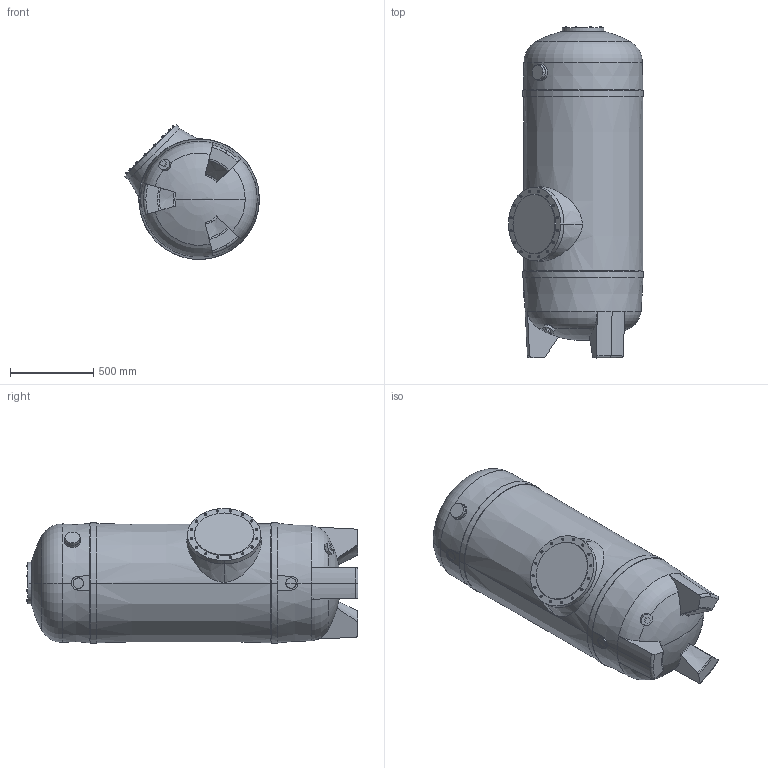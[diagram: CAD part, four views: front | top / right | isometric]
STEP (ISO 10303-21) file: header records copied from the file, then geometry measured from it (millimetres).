
FILE_DESCRIPTION (( 'STEP AP214' ), '1' );
FILE_NAME ('DCH_P_720.STEP', '2019-03-13T11:45:46', ( '' ), ( '' ), 'SwSTEP 2.0', 'SolidWorks 2018', '' );
FILE_SCHEMA (( 'AUTOMOTIVE_DESIGN' ));
Length unit declared in the file: millimetre
Products named in the file (1): DCH_P_720
Bounding box: 808.7 x 1990.06 x 808.7 mm (x, y, z)
Volume: 86885853.6 mm3; surface area: 9322642.2 mm2
Topology: 1 solids, 18 shells, 506 faces, 1157 edges, 744 vertices
Faces by surface type: plane 270, cylinder 123, torus 41, sphere 40, cone 32
Entity records: 19434 total; most frequent: CARTESIAN_POINT 3562, DIRECTION 2541, ORIENTED_EDGE 2274, EDGE_CURVE 1137, AXIS2_PLACEMENT_3D 935, VERTEX_POINT 736, LINE 671, VECTOR 671
